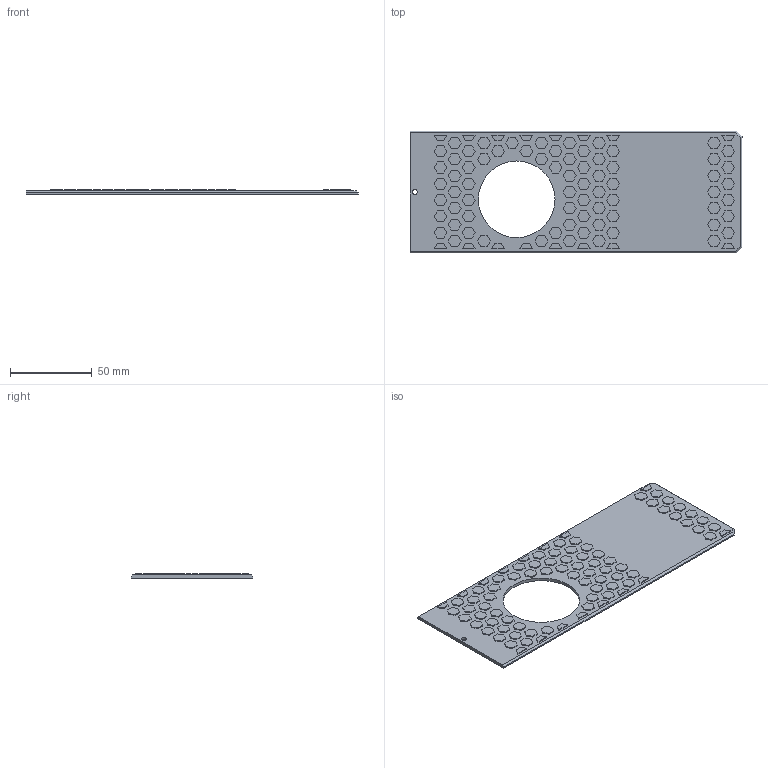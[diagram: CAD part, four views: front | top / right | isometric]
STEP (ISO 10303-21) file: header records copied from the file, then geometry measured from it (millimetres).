
FILE_DESCRIPTION(('STEP AP242'), '1');
FILE_NAME('Insert_case', '', ('UNSPECIFIED'), ('UNSPECIFIED'), 'C3D Converter', 'C3D Toolkit', '');
FILE_SCHEMA(('AP242_MANAGED_MODEL_BASED_3D_ENGINEERING_MIM_LF { 1 0 10303 442 1 1 4 }'));
Length unit declared in the file: millimetre
Bounding box: 203.65 x 74.8 x 2.5 mm (x, y, z)
Volume: 27186.2 mm3; surface area: 29170.3 mm2
Topology: 1 solids, 1 shells, 585 faces, 1487 edges, 990 vertices
Faces by surface type: plane 583, cylinder 2
Full cylindrical faces by diameter (mm): 3.2 x1, 47 x1
Entity records: 21966 total; most frequent: CARTESIAN_POINT 3061, ORIENTED_EDGE 2970, DIRECTION 2661, EDGE_CURVE 1485, LINE 1481, VECTOR 1481, VERTEX_POINT 990, EDGE_LOOP 677
